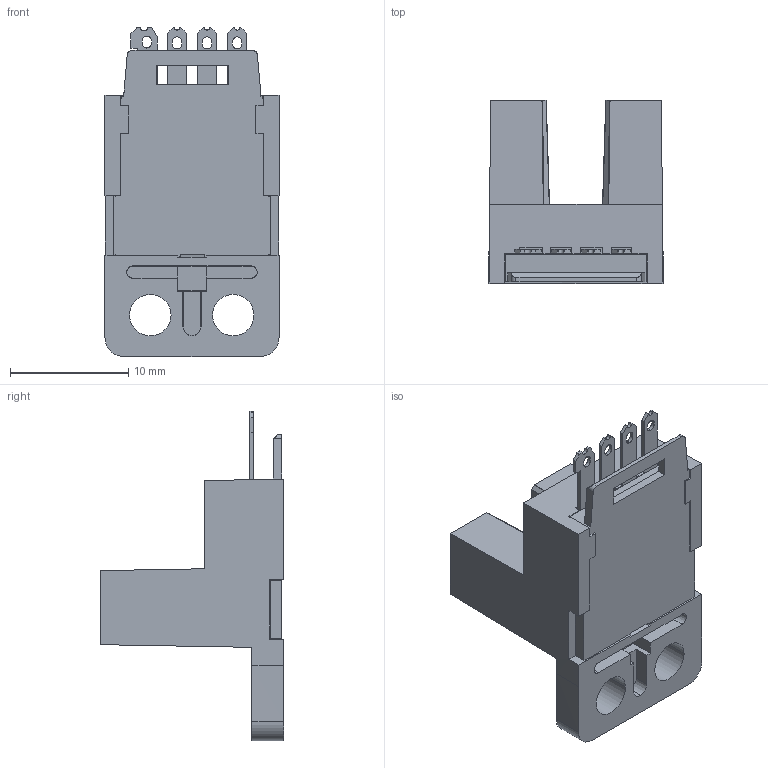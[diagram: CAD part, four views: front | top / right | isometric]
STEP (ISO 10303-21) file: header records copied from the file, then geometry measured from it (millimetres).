
FILE_DESCRIPTION (( 'STEP AP214' ), '1' );
FILE_NAME ('PXSLSY-307N-E_3D.STEP', '2022-10-11T19:00:07', ( '' ), ( '' ), 'SwSTEP 2.0', 'SolidWorks 2021', '' );
FILE_SCHEMA (( 'AUTOMOTIVE_DESIGN' ));
Length unit declared in the file: inch
Products named in the file (1): PXSLSY-307N-E_3D
Bounding box: 14.7 x 15.5 x 27.8 mm (x, y, z)
Volume: 2160 mm3; surface area: 1736.6 mm2
Topology: 1 solids, 1 shells, 214 faces, 621 edges, 414 vertices
Faces by surface type: plane 176, cylinder 34, cone 4
Entity records: 7039 total; most frequent: CARTESIAN_POINT 1316, ORIENTED_EDGE 1242, DIRECTION 1087, EDGE_CURVE 621, VECTOR 541, LINE 541, VERTEX_POINT 414, AXIS2_PLACEMENT_3D 273
